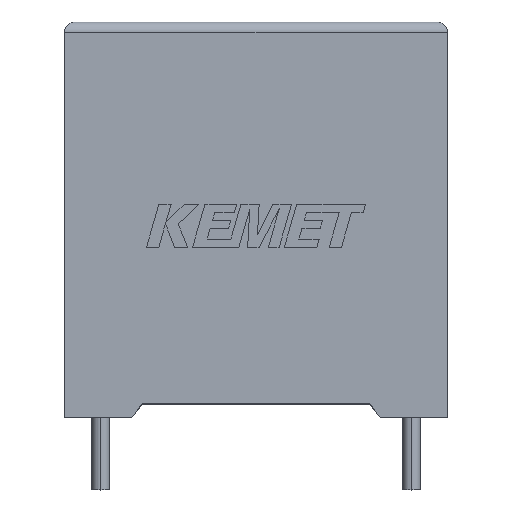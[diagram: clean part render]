
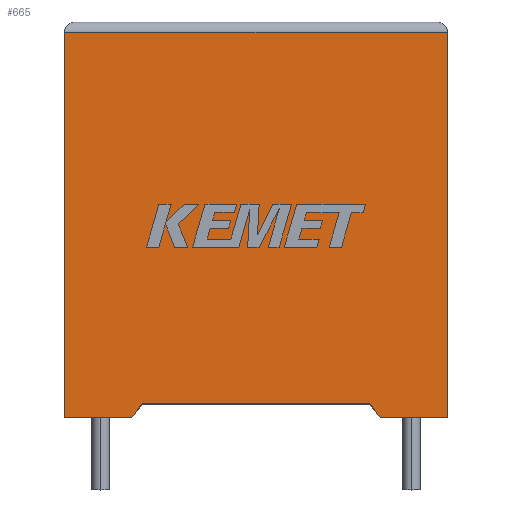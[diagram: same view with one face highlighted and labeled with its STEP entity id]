
A CAD part, top view. The second image highlights one B-rep face of the part: STEP entity #665.
In plain terms, the highlighted planar face has unit normal (0, 0, 1).
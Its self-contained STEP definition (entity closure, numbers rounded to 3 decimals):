
#1 = LINE ( 'NONE', #46, #2017 ) ;
#33 = EDGE_CURVE ( 'NONE', #244, #1849, #1, .T. ) ;
#46 = CARTESIAN_POINT ( 'NONE',  ( 0., 0., 11.2 ) ) ;
#74 = EDGE_CURVE ( 'NONE', #396, #244, #1684, .T. ) ;
#83 = VERTEX_POINT ( 'NONE', #1167 ) ;
#124 = CARTESIAN_POINT ( 'NONE',  ( 3.764, 0.659, 11.2 ) ) ;
#244 = VERTEX_POINT ( 'NONE', #328 ) ;
#274 = DIRECTION ( 'NONE',  ( -1., 0., 0. ) ) ;
#302 = EDGE_CURVE ( 'NONE', #396, #1813, #315, .T. ) ;
#315 = LINE ( 'NONE', #771, #619 ) ;
#328 = CARTESIAN_POINT ( 'NONE',  ( 15.25, 0., 11.2 ) ) ;
#337 = VERTEX_POINT ( 'NONE', #1889 ) ;
#396 = VERTEX_POINT ( 'NONE', #2291 ) ;
#528 = VECTOR ( 'NONE', #274, 1000. ) ;
#561 = DIRECTION ( 'NONE',  ( -1., 0., 0. ) ) ;
#586 = DIRECTION ( 'NONE',  ( 0., 1., 0. ) ) ;
#619 = VECTOR ( 'NONE', #561, 1000. ) ;
#665 = ADVANCED_FACE ( 'NONE', ( #2893 ), #1420, .F. ) ;
#713 = CARTESIAN_POINT ( 'NONE',  ( 0., 18.6, 11.2 ) ) ;
#714 = CARTESIAN_POINT ( 'NONE',  ( 15.25, 0., 11.2 ) ) ;
#760 = CARTESIAN_POINT ( 'NONE',  ( 0., 0., 11.2 ) ) ;
#771 = CARTESIAN_POINT ( 'NONE',  ( 9.25, 0.659, 11.2 ) ) ;
#814 = CARTESIAN_POINT ( 'NONE',  ( 18.5, 0., 11.2 ) ) ;
#847 = LINE ( 'NONE', #1555, #1227 ) ;
#888 = ORIENTED_EDGE ( 'NONE', *, *, #74, .T. ) ;
#912 = DIRECTION ( 'NONE',  ( 1., 0., 0. ) ) ;
#1008 = LINE ( 'NONE', #1045, #2517 ) ;
#1045 = CARTESIAN_POINT ( 'NONE',  ( 0., 0., 11.2 ) ) ;
#1047 = LINE ( 'NONE', #814, #2664 ) ;
#1053 = ORIENTED_EDGE ( 'NONE', *, *, #2426, .F. ) ;
#1134 = CARTESIAN_POINT ( 'NONE',  ( 0., 0., 11.2 ) ) ;
#1167 = CARTESIAN_POINT ( 'NONE',  ( 0., 0., 11.2 ) ) ;
#1224 = AXIS2_PLACEMENT_3D ( 'NONE', #760, #2369, #2197 ) ;
#1227 = VECTOR ( 'NONE', #2991, 1000. ) ;
#1238 = CARTESIAN_POINT ( 'NONE',  ( 18.5, 0., 11.2 ) ) ;
#1264 = DIRECTION ( 'NONE',  ( 0., -1., 0. ) ) ;
#1420 = PLANE ( 'NONE',  #1224 ) ;
#1517 = CARTESIAN_POINT ( 'NONE',  ( 18.5, 18.6, 11.2 ) ) ;
#1555 = CARTESIAN_POINT ( 'NONE',  ( 3.25, 0., 11.2 ) ) ;
#1597 = LINE ( 'NONE', #1134, #1724 ) ;
#1605 = EDGE_CURVE ( 'NONE', #83, #337, #1597, .T. ) ;
#1619 = EDGE_LOOP ( 'NONE', ( #1862, #2546, #1726, #3015, #1053, #2797, #888, #2751 ) ) ;
#1659 = EDGE_CURVE ( 'NONE', #2690, #1984, #2698, .T. ) ;
#1684 = LINE ( 'NONE', #714, #2407 ) ;
#1724 = VECTOR ( 'NONE', #2102, 1000. ) ;
#1726 = ORIENTED_EDGE ( 'NONE', *, *, #2361, .T. ) ;
#1813 = VERTEX_POINT ( 'NONE', #124 ) ;
#1814 = EDGE_CURVE ( 'NONE', #1849, #2690, #1047, .T. ) ;
#1849 = VERTEX_POINT ( 'NONE', #1238 ) ;
#1862 = ORIENTED_EDGE ( 'NONE', *, *, #1814, .T. ) ;
#1889 = CARTESIAN_POINT ( 'NONE',  ( 3.25, 0., 11.2 ) ) ;
#1984 = VERTEX_POINT ( 'NONE', #2987 ) ;
#2017 = VECTOR ( 'NONE', #912, 1000. ) ;
#2102 = DIRECTION ( 'NONE',  ( 1., 0., 0. ) ) ;
#2197 = DIRECTION ( 'NONE',  ( -1., 0., 0. ) ) ;
#2291 = CARTESIAN_POINT ( 'NONE',  ( 14.736, 0.659, 11.2 ) ) ;
#2361 = EDGE_CURVE ( 'NONE', #1984, #83, #1008, .T. ) ;
#2369 = DIRECTION ( 'NONE',  ( 0., 0., -1. ) ) ;
#2407 = VECTOR ( 'NONE', #2640, 1000. ) ;
#2426 = EDGE_CURVE ( 'NONE', #1813, #337, #847, .T. ) ;
#2517 = VECTOR ( 'NONE', #1264, 1000. ) ;
#2546 = ORIENTED_EDGE ( 'NONE', *, *, #1659, .T. ) ;
#2640 = DIRECTION ( 'NONE',  ( 0.615, -0.788, 0. ) ) ;
#2664 = VECTOR ( 'NONE', #586, 1000. ) ;
#2690 = VERTEX_POINT ( 'NONE', #1517 ) ;
#2698 = LINE ( 'NONE', #713, #528 ) ;
#2751 = ORIENTED_EDGE ( 'NONE', *, *, #33, .T. ) ;
#2797 = ORIENTED_EDGE ( 'NONE', *, *, #302, .F. ) ;
#2893 = FACE_OUTER_BOUND ( 'NONE', #1619, .T. ) ;
#2987 = CARTESIAN_POINT ( 'NONE',  ( 0., 18.6, 11.2 ) ) ;
#2991 = DIRECTION ( 'NONE',  ( -0.615, -0.788, 0. ) ) ;
#3015 = ORIENTED_EDGE ( 'NONE', *, *, #1605, .T. ) ;
